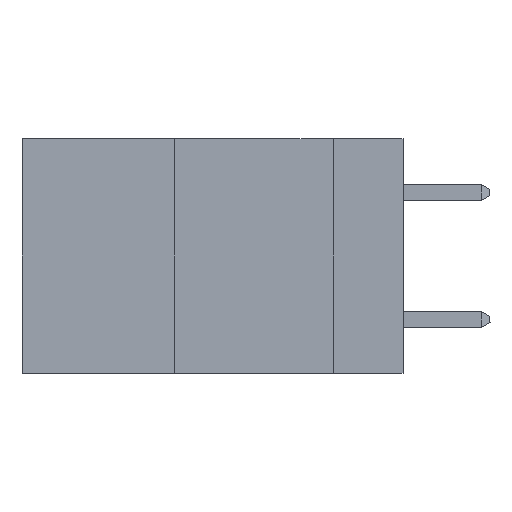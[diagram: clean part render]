
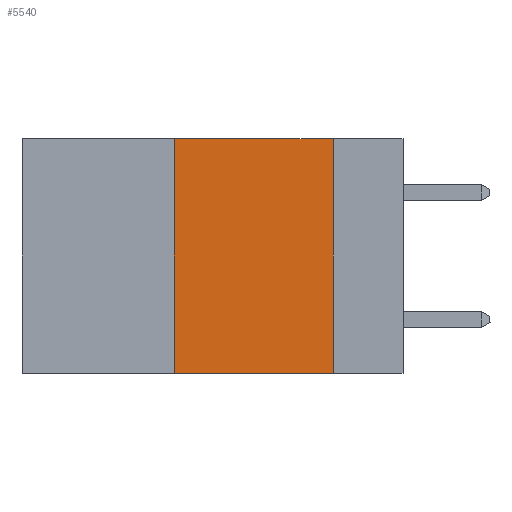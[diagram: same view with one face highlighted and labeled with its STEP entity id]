
A CAD part, left-side view. The second image highlights one B-rep face of the part: STEP entity #5540.
In plain terms, the highlighted planar face has unit normal (-1, 0, 0).
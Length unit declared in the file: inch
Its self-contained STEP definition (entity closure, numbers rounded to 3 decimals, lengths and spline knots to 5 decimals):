
#2278 = VERTEX_POINT ( 'NONE', #37889 ) ;
#2316 = VECTOR ( 'NONE', #33542, 39.37008 ) ;
#3733 = CARTESIAN_POINT ( 'NONE',  ( 0., 0.11, 0. ) ) ;
#4606 = ORIENTED_EDGE ( 'NONE', *, *, #13135, .F. ) ;
#5358 = VERTEX_POINT ( 'NONE', #39743 ) ;
#5420 = VECTOR ( 'NONE', #20463, 39.37008 ) ;
#5503 = VECTOR ( 'NONE', #26420, 39.37008 ) ;
#5540 = ADVANCED_FACE ( 'NONE', ( #15083 ), #10512, .F. ) ;
#6106 = AXIS2_PLACEMENT_3D ( 'NONE', #17260, #40736, #20628 ) ;
#6340 = CARTESIAN_POINT ( 'NONE',  ( 0., 0.6, 0. ) ) ;
#9253 = CARTESIAN_POINT ( 'NONE',  ( 0., 0.36, -0.37 ) ) ;
#10057 = CARTESIAN_POINT ( 'NONE',  ( 0., 0.36, 0. ) ) ;
#10512 = PLANE ( 'NONE',  #6106 ) ;
#12304 = EDGE_CURVE ( 'NONE', #31021, #2278, #31245, .T. ) ;
#12406 = LINE ( 'NONE', #6340, #39186 ) ;
#13135 = EDGE_CURVE ( 'NONE', #34499, #2278, #41126, .T. ) ;
#15083 = FACE_OUTER_BOUND ( 'NONE', #25401, .T. ) ;
#17260 = CARTESIAN_POINT ( 'NONE',  ( 0., 0.6, 0. ) ) ;
#19848 = DIRECTION ( 'NONE',  ( 0., -1., 0. ) ) ;
#20201 = LINE ( 'NONE', #10057, #2316 ) ;
#20463 = DIRECTION ( 'NONE',  ( 0., 0., -1. ) ) ;
#20628 = DIRECTION ( 'NONE',  ( 0., 0., -1. ) ) ;
#21275 = EDGE_CURVE ( 'NONE', #31021, #5358, #20201, .T. ) ;
#21679 = ORIENTED_EDGE ( 'NONE', *, *, #21275, .F. ) ;
#21937 = ORIENTED_EDGE ( 'NONE', *, *, #33590, .F. ) ;
#23021 = CARTESIAN_POINT ( 'NONE',  ( 0., 0.6, -0.37 ) ) ;
#25401 = EDGE_LOOP ( 'NONE', ( #4606, #21937, #21679, #30905 ) ) ;
#26420 = DIRECTION ( 'NONE',  ( 0., -1., 0. ) ) ;
#30905 = ORIENTED_EDGE ( 'NONE', *, *, #12304, .T. ) ;
#31021 = VERTEX_POINT ( 'NONE', #9253 ) ;
#31245 = LINE ( 'NONE', #23021, #5503 ) ;
#33542 = DIRECTION ( 'NONE',  ( 0., 0., 1. ) ) ;
#33590 = EDGE_CURVE ( 'NONE', #5358, #34499, #12406, .T. ) ;
#34499 = VERTEX_POINT ( 'NONE', #41044 ) ;
#37889 = CARTESIAN_POINT ( 'NONE',  ( 0., 0.11, -0.37 ) ) ;
#39186 = VECTOR ( 'NONE', #19848, 39.37008 ) ;
#39743 = CARTESIAN_POINT ( 'NONE',  ( 0., 0.36, 0. ) ) ;
#40736 = DIRECTION ( 'NONE',  ( 1., 0., 0. ) ) ;
#41044 = CARTESIAN_POINT ( 'NONE',  ( 0., 0.11, 0. ) ) ;
#41126 = LINE ( 'NONE', #3733, #5420 ) ;
